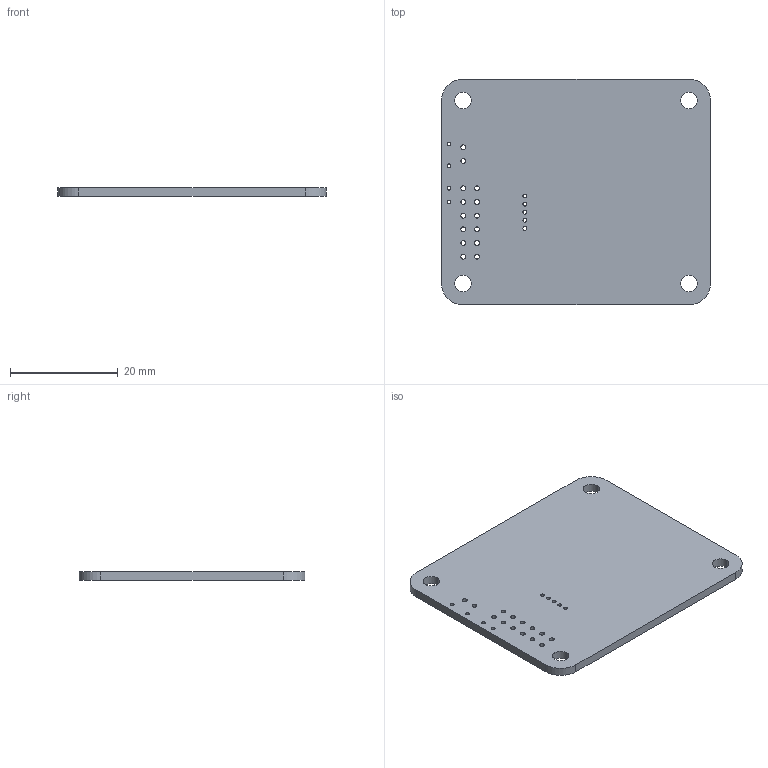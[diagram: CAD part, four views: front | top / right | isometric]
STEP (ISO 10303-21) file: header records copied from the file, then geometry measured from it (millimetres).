
FILE_DESCRIPTION(('Designed by EasyEDA Pro'),'2;1');
FILE_NAME('Open CASCADE Shape Model','2025-03-02T00:05:07',('Author'),( 'Open CASCADE'),'Open CASCADE STEP processor 7.8','Open CASCADE 7.8' ,'Unknown');
FILE_SCHEMA(('AUTOMOTIVE_DESIGN { 1 0 10303 214 1 1 1 1 }'));
Length unit declared in the file: millimetre
Products named in the file (6): RlEz-PCBModel; RlEz-TopTrack; RlEz-BottomTrack; RlEz-Board; RlEz-Top FPC Stiffener; RlEz-Bot FPC Stiffener
Assembly tree (5 placements, depth 2):
  RlEz-PCBModel
    RlEz-TopTrack
    RlEz-BottomTrack
    RlEz-Board
    RlEz-Top FPC Stiffener
    RlEz-Bot FPC Stiffener
Bounding box: 49.97 x 41.97 x 1.6 mm (x, y, z)
Volume: 3268.3 mm3; surface area: 4524.1 mm2
Topology: 1 solids, 1 shells, 64 faces, 186 edges, 124 vertices
Faces by surface type: cylinder 58, plane 6
Entity records: 2840 total; most frequent: DIRECTION 442, CARTESIAN_POINT 380, ORIENTED_EDGE 372, AXIS2_PLACEMENT_3D 186, EDGE_CURVE 186, VERTEX_POINT 124, FACE_BOUND 118, EDGE_LOOP 118
